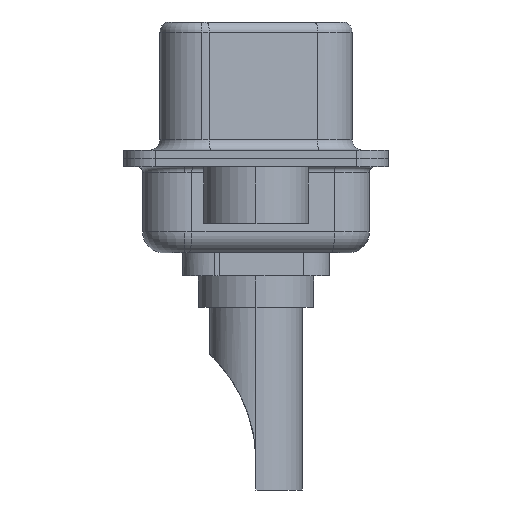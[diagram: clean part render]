
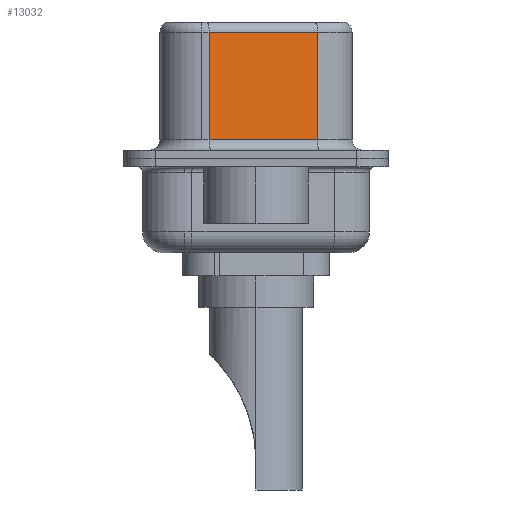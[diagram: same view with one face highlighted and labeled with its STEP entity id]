
A CAD part, left-side view. The second image highlights one B-rep face of the part: STEP entity #13032.
In plain terms, the highlighted planar face has unit normal (-0.985, -0.174, 0).
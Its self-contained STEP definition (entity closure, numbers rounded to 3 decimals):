
#89 = VECTOR ( 'NONE', #9763, 1000. ) ;
#207 = ORIENTED_EDGE ( 'NONE', *, *, #8451, .T. ) ;
#222 = PLANE ( 'NONE',  #3061 ) ;
#382 = CARTESIAN_POINT ( 'NONE',  ( 3.675, 2.233, 6.52 ) ) ;
#503 = CARTESIAN_POINT ( 'NONE',  ( 4.585, -2.927, 0.9 ) ) ;
#589 = LINE ( 'NONE', #15340, #8943 ) ;
#711 = ORIENTED_EDGE ( 'NONE', *, *, #13975, .T. ) ;
#1189 = DIRECTION ( 'NONE',  ( -0.174, 0.985, 0. ) ) ;
#1582 = LINE ( 'NONE', #382, #89 ) ;
#3061 = AXIS2_PLACEMENT_3D ( 'NONE', #9617, #3414, #14236 ) ;
#3197 = CARTESIAN_POINT ( 'NONE',  ( 4.585, -2.927, 6.52 ) ) ;
#3411 = VERTEX_POINT ( 'NONE', #6060 ) ;
#3414 = DIRECTION ( 'NONE',  ( 0.985, 0.174, 0. ) ) ;
#4834 = LINE ( 'NONE', #3197, #16196 ) ;
#6060 = CARTESIAN_POINT ( 'NONE',  ( 3.675, 2.233, 6.02 ) ) ;
#7785 = CARTESIAN_POINT ( 'NONE',  ( 3.675, 2.233, 0.9 ) ) ;
#8126 = ORIENTED_EDGE ( 'NONE', *, *, #9762, .T. ) ;
#8451 = EDGE_CURVE ( 'NONE', #3411, #18964, #1582, .T. ) ;
#8943 = VECTOR ( 'NONE', #16902, 1000. ) ;
#9617 = CARTESIAN_POINT ( 'NONE',  ( 4.585, -2.927, 6.52 ) ) ;
#9762 = EDGE_CURVE ( 'NONE', #18964, #13196, #589, .T. ) ;
#9763 = DIRECTION ( 'NONE',  ( 0., 0., -1. ) ) ;
#10099 = VERTEX_POINT ( 'NONE', #12808 ) ;
#10545 = CARTESIAN_POINT ( 'NONE',  ( 4.585, -2.927, 6.02 ) ) ;
#12808 = CARTESIAN_POINT ( 'NONE',  ( 4.585, -2.927, 6.02 ) ) ;
#13032 = ADVANCED_FACE ( 'NONE', ( #14621 ), #222, .F. ) ;
#13196 = VERTEX_POINT ( 'NONE', #503 ) ;
#13975 = EDGE_CURVE ( 'NONE', #10099, #3411, #20041, .T. ) ;
#14236 = DIRECTION ( 'NONE',  ( -0.174, 0.985, 0. ) ) ;
#14621 = FACE_OUTER_BOUND ( 'NONE', #14937, .T. ) ;
#14937 = EDGE_LOOP ( 'NONE', ( #15836, #711, #207, #8126 ) ) ;
#15340 = CARTESIAN_POINT ( 'NONE',  ( 4.585, -2.927, 0.9 ) ) ;
#15668 = DIRECTION ( 'NONE',  ( 0., 0., -1. ) ) ;
#15836 = ORIENTED_EDGE ( 'NONE', *, *, #19803, .F. ) ;
#16196 = VECTOR ( 'NONE', #15668, 1000. ) ;
#16902 = DIRECTION ( 'NONE',  ( 0.174, -0.985, 0. ) ) ;
#18964 = VERTEX_POINT ( 'NONE', #7785 ) ;
#19525 = VECTOR ( 'NONE', #1189, 1000. ) ;
#19803 = EDGE_CURVE ( 'NONE', #10099, #13196, #4834, .T. ) ;
#20041 = LINE ( 'NONE', #10545, #19525 ) ;
